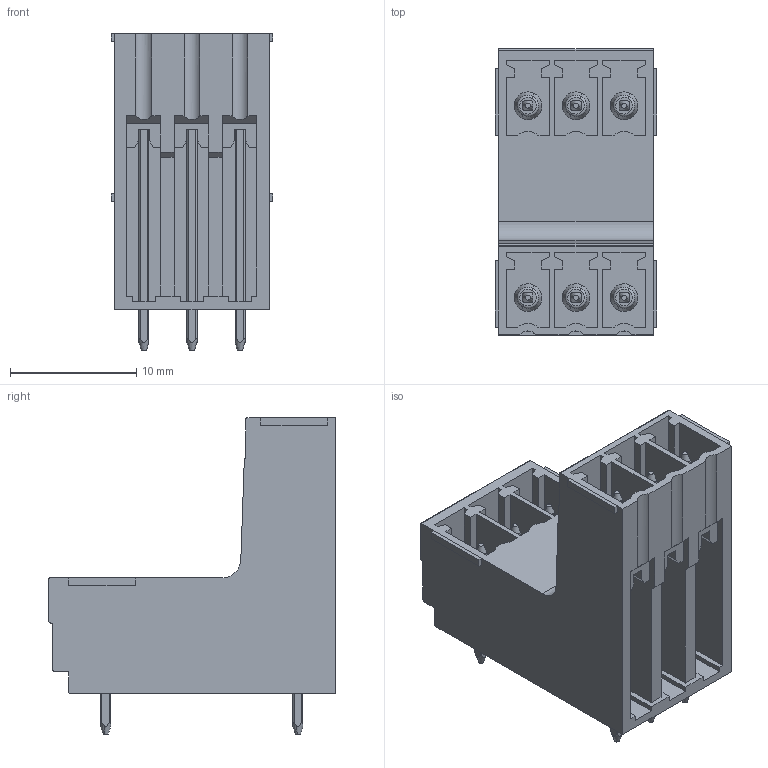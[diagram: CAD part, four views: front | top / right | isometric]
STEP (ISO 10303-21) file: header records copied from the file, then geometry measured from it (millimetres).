
FILE_DESCRIPTION(('CATIA V5 STEP Exchange','CAx-IF Rec.Pracs.--- Model Styling and Organization---1.2---2011-12-15'),'2;1');
FILE_NAME ('D1447331_0_1035480000_1035480000.stp','2018-10-13T11:22:53+00:00',('none'),('Weidmueller'),'CATIA Version 5-6 Release 2014','CATIA V5 STEP AP214','none');
FILE_SCHEMA(('AUTOMOTIVE_DESIGN { 1 0 10303 214 1 1 1 1 }'));
Length unit declared in the file: millimetre
Products named in the file (1): 1035480000
Bounding box: 12.82 x 22.7 x 25.1 mm (x, y, z)
Volume: 2603.8 mm3; surface area: 3198.7 mm2
Topology: 7 solids, 7 shells, 374 faces, 1031 edges, 683 vertices
Faces by surface type: plane 250, cylinder 76, cone 36, torus 12
Entity records: 12172 total; most frequent: CARTESIAN_POINT 3509, ORIENTED_EDGE 2062, DIRECTION 1310, EDGE_CURVE 1031, VECTOR 732, LINE 732, VERTEX_POINT 683, EDGE_LOOP 404
